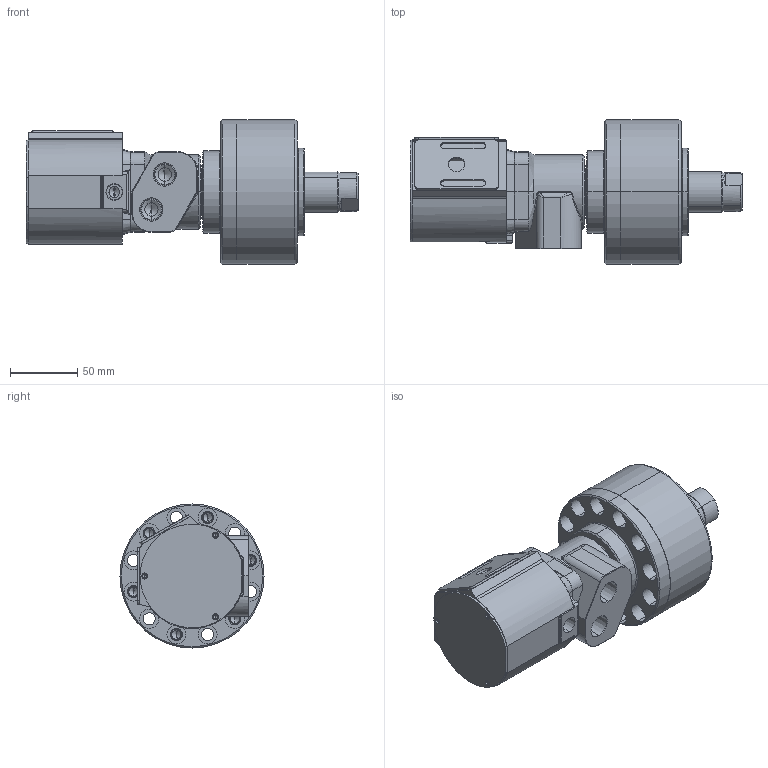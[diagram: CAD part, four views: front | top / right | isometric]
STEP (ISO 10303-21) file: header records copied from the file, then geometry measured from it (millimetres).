
FILE_DESCRIPTION (( 'STEP AP203' ), '1' );
FILE_NAME ('RS-75外觀參考.STEP', '2015-06-03T07:01:01', ( 'temp' ), ( '' ), 'SwSTEP 2.0', 'SolidWorks 2011', '' );
FILE_SCHEMA (( 'CONFIG_CONTROL_DESIGN' ));
Length unit declared in the file: millimetre
Products named in the file (8): RS-75外觀參考; CF-RK-100閥體(小); CF-RK-75缸體; CF-RS-75 閥軸; CF-RS-75 活塞; CF-RS-100 感應器定位板; CF-RS-100 行控盒蓋板; CF-RS-100行控盒
Assembly tree (8 placements, depth 2):
  RS-75外觀參考
    CF-RS-100 感應器定位板  x2
    CF-RS-75 活塞
    CF-RS-75 閥軸
    CF-RK-75缸體
    CF-RS-100 行控盒蓋板
    CF-RS-100行控盒
    CF-RK-100閥體(小)
Bounding box: 246.6 x 107 x 107 mm (x, y, z)
Volume: 1033331.1 mm3; surface area: 184150.8 mm2
Topology: 8 solids, 8 shells, 555 faces, 1302 edges, 784 vertices
Faces by surface type: cylinder 249, plane 153, cone 113, torus 23, bspline 17
Entity records: 16740 total; most frequent: CARTESIAN_POINT 3573, DIRECTION 2785, ORIENTED_EDGE 2378, EDGE_CURVE 1189, AXIS2_PLACEMENT_3D 1126, VERTEX_POINT 744, EDGE_LOOP 657, CIRCLE 599
